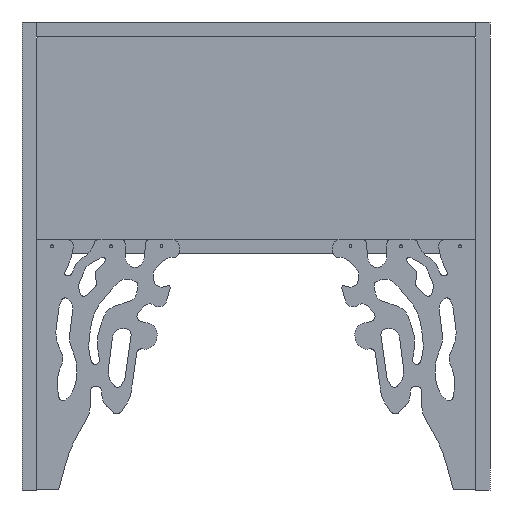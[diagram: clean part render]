
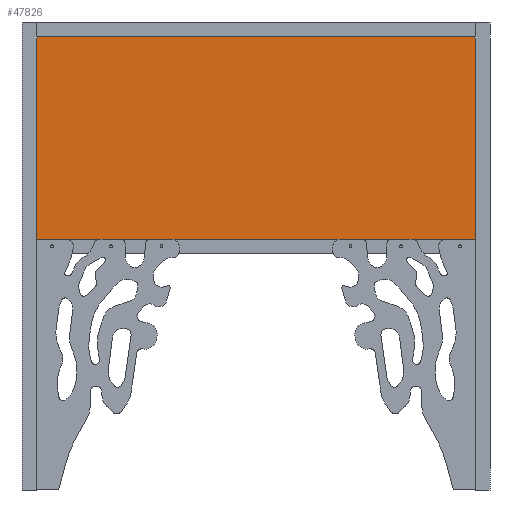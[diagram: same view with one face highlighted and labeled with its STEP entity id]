
A CAD part, front view. The second image highlights one B-rep face of the part: STEP entity #47826.
In plain terms, the highlighted planar face has unit normal (0, -1, 0).
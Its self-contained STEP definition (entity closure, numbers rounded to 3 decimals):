
#1015=CIRCLE('',#51153,1.5);
#1016=CIRCLE('',#51154,1.5);
#1017=CIRCLE('',#51156,1.5);
#1018=CIRCLE('',#51157,1.5);
#1021=CIRCLE('',#51163,5.);
#1022=CIRCLE('',#51165,5.);
#2380=FACE_BOUND('',#7447,.T.);
#2381=FACE_BOUND('',#7448,.T.);
#4531=FACE_OUTER_BOUND('',#7446,.T.);
#7446=EDGE_LOOP('',(#43081,#43082,#43083,#43084,#43085,#43086));
#7447=EDGE_LOOP('',(#43087,#43088));
#7448=EDGE_LOOP('',(#43089,#43090));
#12996=LINE('',#76801,#18665);
#13004=LINE('',#76825,#18673);
#13006=LINE('',#76828,#18675);
#13007=LINE('',#76830,#18676);
#18665=VECTOR('',#63100,10.);
#18673=VECTOR('',#63124,10.);
#18675=VECTOR('',#63128,10.);
#18676=VECTOR('',#63131,10.);
#23206=VERTEX_POINT('',#76783);
#23207=VERTEX_POINT('',#76785);
#23208=VERTEX_POINT('',#76789);
#23209=VERTEX_POINT('',#76791);
#23212=VERTEX_POINT('',#76798);
#23213=VERTEX_POINT('',#76800);
#23218=VERTEX_POINT('',#76814);
#23219=VERTEX_POINT('',#76818);
#23220=VERTEX_POINT('',#76820);
#23221=VERTEX_POINT('',#76824);
#29871=EDGE_CURVE('',#23207,#23206,#1015,.T.);
#29872=EDGE_CURVE('',#23206,#23207,#1016,.T.);
#29874=EDGE_CURVE('',#23209,#23208,#1017,.T.);
#29875=EDGE_CURVE('',#23208,#23209,#1018,.T.);
#29878=EDGE_CURVE('',#23212,#23213,#12996,.T.);
#29885=EDGE_CURVE('',#23213,#23218,#1021,.T.);
#29888=EDGE_CURVE('',#23219,#23220,#1022,.T.);
#29890=EDGE_CURVE('',#23221,#23220,#13004,.T.);
#29892=EDGE_CURVE('',#23219,#23218,#13006,.T.);
#29893=EDGE_CURVE('',#23221,#23212,#13007,.F.);
#43081=ORIENTED_EDGE('',*,*,#29893,.F.);
#43082=ORIENTED_EDGE('',*,*,#29890,.T.);
#43083=ORIENTED_EDGE('',*,*,#29888,.F.);
#43084=ORIENTED_EDGE('',*,*,#29892,.T.);
#43085=ORIENTED_EDGE('',*,*,#29885,.F.);
#43086=ORIENTED_EDGE('',*,*,#29878,.F.);
#43087=ORIENTED_EDGE('',*,*,#29871,.T.);
#43088=ORIENTED_EDGE('',*,*,#29872,.T.);
#43089=ORIENTED_EDGE('',*,*,#29874,.T.);
#43090=ORIENTED_EDGE('',*,*,#29875,.T.);
#45622=PLANE('',#51169);
#47826=ADVANCED_FACE('',(#4531,#2380,#2381),#45622,.F.);
#51153=AXIS2_PLACEMENT_3D('',#76786,#63085,#63086);
#51154=AXIS2_PLACEMENT_3D('',#76787,#63087,#63088);
#51156=AXIS2_PLACEMENT_3D('',#76792,#63092,#63093);
#51157=AXIS2_PLACEMENT_3D('',#76793,#63094,#63095);
#51163=AXIS2_PLACEMENT_3D('',#76815,#63113,#63114);
#51165=AXIS2_PLACEMENT_3D('',#76821,#63119,#63120);
#51169=AXIS2_PLACEMENT_3D('',#76831,#63132,#63133);
#63085=DIRECTION('center_axis',(0.,1.,0.));
#63086=DIRECTION('ref_axis',(0.,0.,1.));
#63087=DIRECTION('center_axis',(0.,1.,0.));
#63088=DIRECTION('ref_axis',(0.,0.,1.));
#63092=DIRECTION('center_axis',(0.,1.,0.));
#63093=DIRECTION('ref_axis',(0.,0.,1.));
#63094=DIRECTION('center_axis',(0.,1.,0.));
#63095=DIRECTION('ref_axis',(0.,0.,1.));
#63100=DIRECTION('',(0.,0.,1.));
#63113=DIRECTION('center_axis',(0.,1.,0.));
#63114=DIRECTION('ref_axis',(-0.707,0.,0.707));
#63119=DIRECTION('center_axis',(0.,1.,0.));
#63120=DIRECTION('ref_axis',(0.707,0.,0.707));
#63124=DIRECTION('',(0.,0.,1.));
#63128=DIRECTION('',(-1.,0.,0.));
#63131=DIRECTION('',(1.,0.,0.));
#63132=DIRECTION('center_axis',(0.,1.,0.));
#63133=DIRECTION('ref_axis',(-1.,0.,0.));
#76783=CARTESIAN_POINT('',(100.,235.,6.));
#76785=CARTESIAN_POINT('',(100.,235.,9.));
#76786=CARTESIAN_POINT('Origin',(100.,235.,7.5));
#76787=CARTESIAN_POINT('Origin',(100.,235.,7.5));
#76789=CARTESIAN_POINT('',(-100.,235.,6.));
#76791=CARTESIAN_POINT('',(-100.,235.,9.));
#76792=CARTESIAN_POINT('Origin',(-100.,235.,7.5));
#76793=CARTESIAN_POINT('Origin',(-100.,235.,7.5));
#76798=CARTESIAN_POINT('',(-235.,235.,0.));
#76800=CARTESIAN_POINT('',(-235.,235.,227.));
#76801=CARTESIAN_POINT('',(-235.,235.,-250.));
#76814=CARTESIAN_POINT('',(-230.,235.,232.));
#76815=CARTESIAN_POINT('Origin',(-230.,235.,227.));
#76818=CARTESIAN_POINT('',(230.,235.,232.));
#76820=CARTESIAN_POINT('',(235.,235.,227.));
#76821=CARTESIAN_POINT('Origin',(230.,235.,227.));
#76824=CARTESIAN_POINT('',(235.,235.,0.));
#76825=CARTESIAN_POINT('',(235.,235.,58.));
#76828=CARTESIAN_POINT('',(235.,235.,232.));
#76830=CARTESIAN_POINT('',(-15.459,235.,0.));
#76831=CARTESIAN_POINT('Origin',(117.5,235.,116.));
